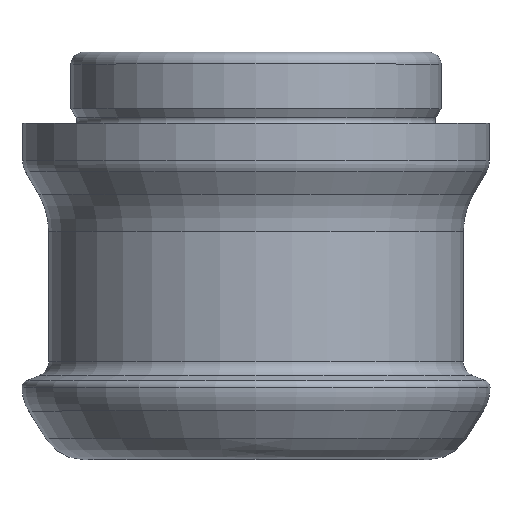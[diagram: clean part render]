
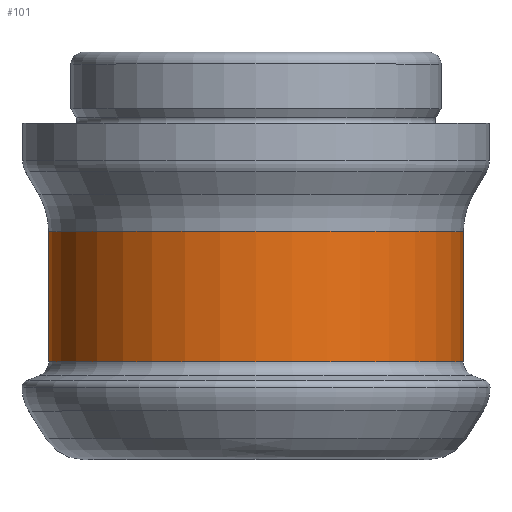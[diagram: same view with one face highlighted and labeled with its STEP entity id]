
A CAD part, top view. The second image highlights one B-rep face of the part: STEP entity #101.
In plain terms, the highlighted cylindrical face has radius 14 mm (diameter 28 mm), a full revolution.
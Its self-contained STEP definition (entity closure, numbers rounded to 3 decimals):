
#43 = DIRECTION ( 'NONE',  ( 0., 0., 1. ) ) ;
#56 = DIRECTION ( 'NONE',  ( 0., 1., 0. ) ) ;
#101 = ADVANCED_FACE ( 'NONE', ( #212, #232 ), #781, .T. ) ;
#140 = EDGE_CURVE ( 'NONE', #667, #667, #620, .T. ) ;
#178 = ORIENTED_EDGE ( 'NONE', *, *, #140, .T. ) ;
#212 = FACE_OUTER_BOUND ( 'NONE', #351, .T. ) ;
#232 = FACE_OUTER_BOUND ( 'NONE', #859, .T. ) ;
#295 = AXIS2_PLACEMENT_3D ( 'NONE', #468, #824, #543 ) ;
#310 = DIRECTION ( 'NONE',  ( 0., 1., 0. ) ) ;
#324 = CARTESIAN_POINT ( 'NONE',  ( 0., 6.602, 14. ) ) ;
#351 = EDGE_LOOP ( 'NONE', ( #792 ) ) ;
#418 = VERTEX_POINT ( 'NONE', #427 ) ;
#427 = CARTESIAN_POINT ( 'NONE',  ( 0., 15.396, 14. ) ) ;
#438 = CARTESIAN_POINT ( 'NONE',  ( 0., 6.602, 0. ) ) ;
#468 = CARTESIAN_POINT ( 'NONE',  ( 0., 15.396, 0. ) ) ;
#489 = AXIS2_PLACEMENT_3D ( 'NONE', #438, #56, #584 ) ;
#543 = DIRECTION ( 'NONE',  ( 0., 0., 1. ) ) ;
#584 = DIRECTION ( 'NONE',  ( 0., 0., 1. ) ) ;
#620 = CIRCLE ( 'NONE', #489, 14. ) ;
#627 = EDGE_CURVE ( 'NONE', #418, #418, #629, .T. ) ;
#629 = CIRCLE ( 'NONE', #295, 14. ) ;
#667 = VERTEX_POINT ( 'NONE', #324 ) ;
#744 = AXIS2_PLACEMENT_3D ( 'NONE', #839, #310, #43 ) ;
#781 = CYLINDRICAL_SURFACE ( 'NONE', #744, 14. ) ;
#792 = ORIENTED_EDGE ( 'NONE', *, *, #627, .F. ) ;
#824 = DIRECTION ( 'NONE',  ( 0., 1., 0. ) ) ;
#839 = CARTESIAN_POINT ( 'NONE',  ( 0., 39.647, 0. ) ) ;
#859 = EDGE_LOOP ( 'NONE', ( #178 ) ) ;
